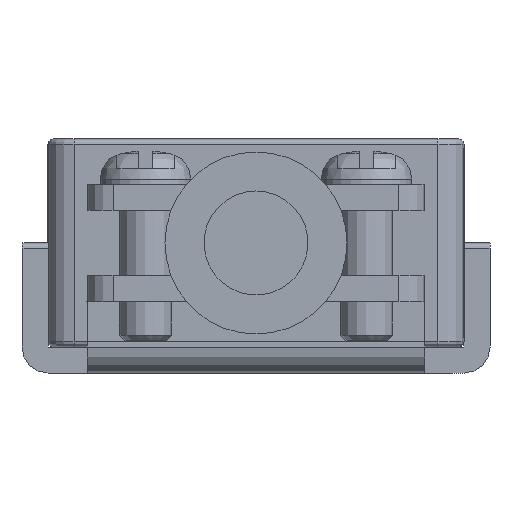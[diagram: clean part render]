
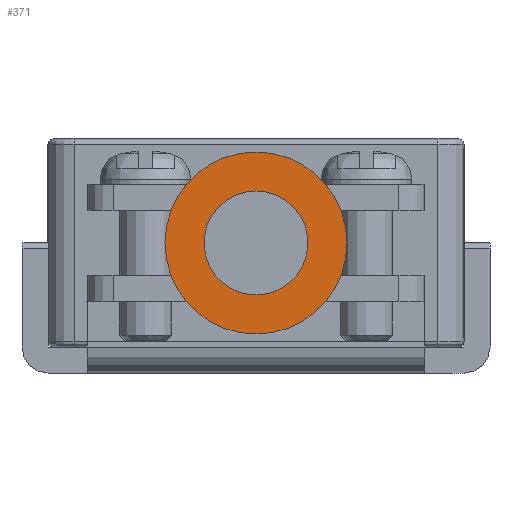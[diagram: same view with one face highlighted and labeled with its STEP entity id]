
A CAD part, left-side view. The second image highlights one B-rep face of the part: STEP entity #371.
In plain terms, the highlighted planar face has unit normal (-1, 0, 0).
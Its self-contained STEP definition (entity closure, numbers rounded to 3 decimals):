
#371 = ADVANCED_FACE( '', ( #844, #845 ), #846, .T. );
#844 = FACE_OUTER_BOUND( '', #1417, .T. );
#845 = FACE_BOUND( '', #1418, .T. );
#846 = PLANE( '', #1419 );
#1417 = EDGE_LOOP( '', ( #2508 ) );
#1418 = EDGE_LOOP( '', ( #2509 ) );
#1419 = AXIS2_PLACEMENT_3D( '', #2510, #2511, #2512 );
#2508 = ORIENTED_EDGE( '', *, *, #3623, .T. );
#2509 = ORIENTED_EDGE( '', *, *, #3725, .F. );
#2510 = CARTESIAN_POINT( '', ( 8., 1.9, 0. ) );
#2511 = DIRECTION( '', ( -1., 0., 0. ) );
#2512 = DIRECTION( '', ( 0., 0., 1. ) );
#3623 = EDGE_CURVE( '', #4419, #4419, #4420, .T. );
#3725 = EDGE_CURVE( '', #4565, #4565, #4566, .T. );
#4419 = VERTEX_POINT( '', #5530 );
#4420 = CIRCLE( '', #5531, 3.5 );
#4565 = VERTEX_POINT( '', #5768 );
#4566 = CIRCLE( '', #5769, 1.9 );
#5530 = CARTESIAN_POINT( '', ( 8., 0., 3.5 ) );
#5531 = AXIS2_PLACEMENT_3D( '', #6557, #6558, #6559 );
#5768 = CARTESIAN_POINT( '', ( 8., 0., 1.9 ) );
#5769 = AXIS2_PLACEMENT_3D( '', #6674, #6675, #6676 );
#6557 = CARTESIAN_POINT( '', ( 8., 0., 0. ) );
#6558 = DIRECTION( '', ( -1., 0., 0. ) );
#6559 = DIRECTION( '', ( 0., 0., 1. ) );
#6674 = CARTESIAN_POINT( '', ( 8., 0., 0. ) );
#6675 = DIRECTION( '', ( -1., 0., 0. ) );
#6676 = DIRECTION( '', ( 0., 0., 1. ) );
